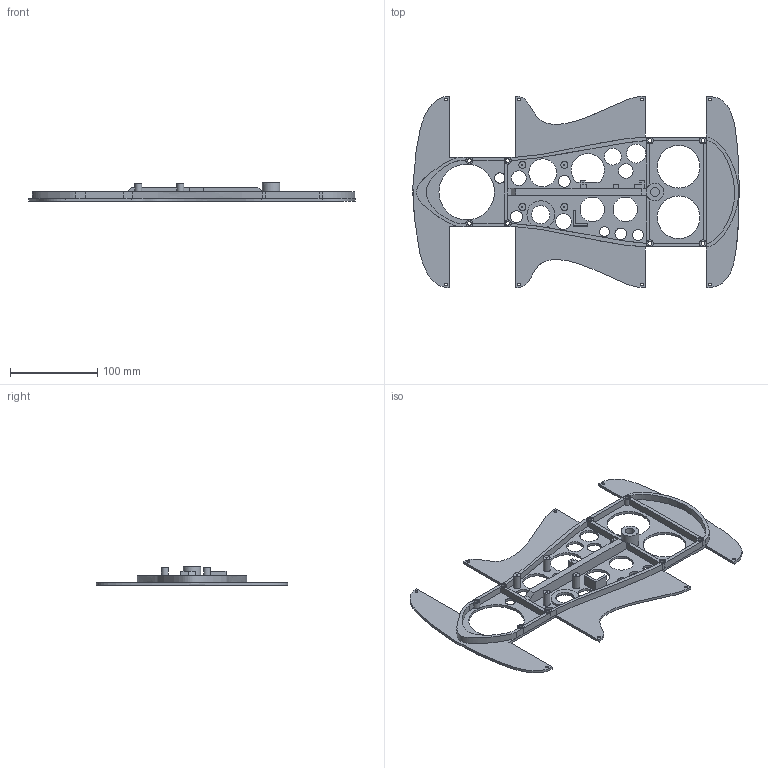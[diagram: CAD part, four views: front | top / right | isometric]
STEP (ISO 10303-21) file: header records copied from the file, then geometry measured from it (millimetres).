
FILE_DESCRIPTION(('FreeCAD Model'),'2;1');
FILE_NAME('chassis.step', '2020-12-09T15:23:20',('Author'),(''), 'Open CASCADE STEP processor 7.3','FreeCAD','Unknown');
FILE_SCHEMA(('AUTOMOTIVE_DESIGN { 1 0 10303 214 1 1 1 1 }'));
Length unit declared in the file: millimetre
Products named in the file (1): Bas
Bounding box: 374.38 x 220 x 21 mm (x, y, z)
Volume: 198623.3 mm3; surface area: 127408.7 mm2
Topology: 1 solids, 1 shells, 201 faces, 506 edges, 310 vertices
Faces by surface type: plane 131, cylinder 58, extrusion 12
Full cylindrical faces by diameter (mm): 1.4 x4, 1.8 x2, 3.2 x8, 4.4 x8, 8 x4, 10.2 x1, 11.13 x1, 11.923 x1, 12.546 x1, 13.38 x1, 13.556 x1, 13.831 x1, 16.691 x1, 17.184 x1, 17.838 x1, 19.347 x1, 20 x1, 21 x1, 21.785 x1, 26 x1, 28 x1, 28.024 x1, 31.979 x1, 49.023 x2, 63.781 x1
Entity records: 13084 total; most frequent: CARTESIAN_POINT 2814, DIRECTION 1916, VECTOR 1124, LINE 1112, ORIENTED_EDGE 1012, PCURVE 1012, DEFINITIONAL_REPRESENTATION 1012, EDGE_CURVE 506
